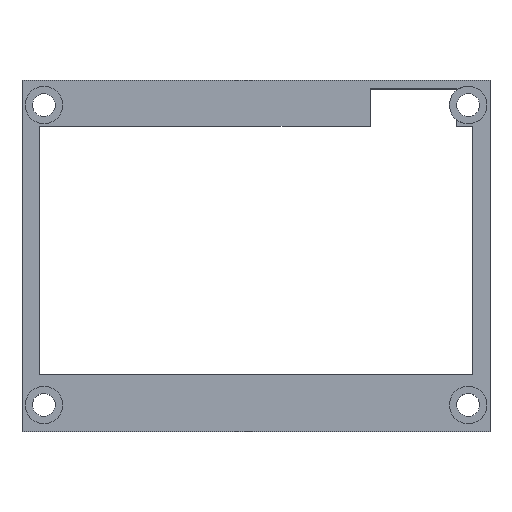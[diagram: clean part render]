
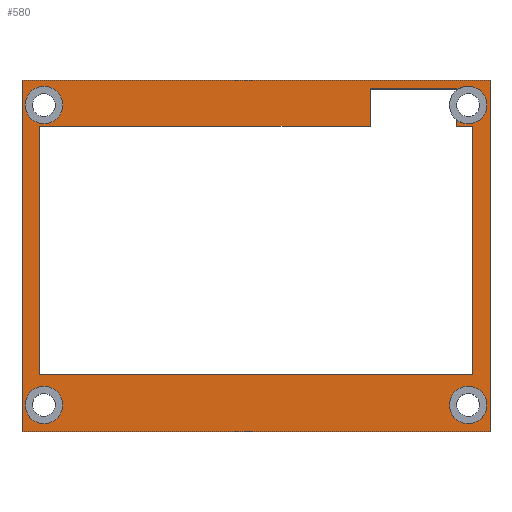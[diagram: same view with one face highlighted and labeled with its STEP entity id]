
A CAD part, top view. The second image highlights one B-rep face of the part: STEP entity #580.
In plain terms, the highlighted planar face has unit normal (0, 0, 1).
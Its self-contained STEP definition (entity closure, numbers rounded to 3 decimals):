
#30=FACE_BOUND('',#102,.T.);
#31=FACE_BOUND('',#103,.T.);
#32=FACE_BOUND('',#104,.T.);
#33=FACE_BOUND('',#105,.T.);
#63=FACE_OUTER_BOUND('',#101,.T.);
#101=EDGE_LOOP('',(#506,#507,#508,#509));
#102=EDGE_LOOP('',(#510,#511,#512,#513,#514,#515,#516,#517,#518,#519,#520));
#103=EDGE_LOOP('',(#521));
#104=EDGE_LOOP('',(#522));
#105=EDGE_LOOP('',(#523));
#110=LINE('',#805,#170);
#113=LINE('',#811,#173);
#119=LINE('',#821,#179);
#120=LINE('',#824,#180);
#125=LINE('',#833,#185);
#134=LINE('',#855,#194);
#136=LINE('',#859,#196);
#141=LINE('',#868,#201);
#142=LINE('',#870,#202);
#149=LINE('',#884,#209);
#151=LINE('',#888,#211);
#165=LINE('',#948,#225);
#166=LINE('',#950,#226);
#170=VECTOR('',#644,10.);
#173=VECTOR('',#649,10.);
#179=VECTOR('',#657,10.);
#180=VECTOR('',#660,10.);
#185=VECTOR('',#667,10.);
#194=VECTOR('',#684,10.);
#196=VECTOR('',#688,10.);
#201=VECTOR('',#695,10.);
#202=VECTOR('',#698,10.);
#209=VECTOR('',#711,10.);
#211=VECTOR('',#715,10.);
#225=VECTOR('',#787,10.);
#226=VECTOR('',#790,10.);
#231=CIRCLE('',#604,3.25);
#234=CIRCLE('',#609,3.25);
#237=CIRCLE('',#614,3.25);
#240=CIRCLE('',#619,3.25);
#241=CIRCLE('',#620,3.25);
#245=VERTEX_POINT('',#795);
#246=VERTEX_POINT('',#796);
#249=VERTEX_POINT('',#804);
#251=VERTEX_POINT('',#810);
#254=VERTEX_POINT('',#819);
#255=VERTEX_POINT('',#823);
#258=VERTEX_POINT('',#831);
#267=VERTEX_POINT('',#854);
#268=VERTEX_POINT('',#858);
#271=VERTEX_POINT('',#866);
#274=VERTEX_POINT('',#881);
#275=VERTEX_POINT('',#883);
#276=VERTEX_POINT('',#887);
#279=VERTEX_POINT('',#895);
#282=VERTEX_POINT('',#904);
#285=VERTEX_POINT('',#913);
#288=VERTEX_POINT('',#922);
#293=VERTEX_POINT('',#946);
#298=EDGE_CURVE('',#249,#246,#110,.T.);
#301=EDGE_CURVE('',#251,#249,#113,.T.);
#307=EDGE_CURVE('',#245,#254,#119,.T.);
#308=EDGE_CURVE('',#255,#251,#120,.T.);
#313=EDGE_CURVE('',#254,#258,#125,.T.);
#324=EDGE_CURVE('',#267,#255,#134,.T.);
#326=EDGE_CURVE('',#258,#268,#136,.T.);
#331=EDGE_CURVE('',#268,#271,#141,.T.);
#332=EDGE_CURVE('',#271,#267,#142,.T.);
#339=EDGE_CURVE('',#274,#275,#149,.T.);
#341=EDGE_CURVE('',#275,#276,#151,.T.);
#346=EDGE_CURVE('',#279,#279,#231,.T.);
#350=EDGE_CURVE('',#282,#282,#234,.T.);
#354=EDGE_CURVE('',#285,#285,#237,.T.);
#358=EDGE_CURVE('',#246,#288,#240,.T.);
#359=EDGE_CURVE('',#288,#245,#241,.T.);
#370=EDGE_CURVE('',#274,#293,#165,.T.);
#371=EDGE_CURVE('',#276,#293,#166,.T.);
#506=ORIENTED_EDGE('',*,*,#339,.F.);
#507=ORIENTED_EDGE('',*,*,#370,.T.);
#508=ORIENTED_EDGE('',*,*,#371,.F.);
#509=ORIENTED_EDGE('',*,*,#341,.F.);
#510=ORIENTED_EDGE('',*,*,#298,.T.);
#511=ORIENTED_EDGE('',*,*,#358,.T.);
#512=ORIENTED_EDGE('',*,*,#359,.T.);
#513=ORIENTED_EDGE('',*,*,#307,.T.);
#514=ORIENTED_EDGE('',*,*,#313,.T.);
#515=ORIENTED_EDGE('',*,*,#326,.T.);
#516=ORIENTED_EDGE('',*,*,#331,.T.);
#517=ORIENTED_EDGE('',*,*,#332,.T.);
#518=ORIENTED_EDGE('',*,*,#324,.T.);
#519=ORIENTED_EDGE('',*,*,#308,.T.);
#520=ORIENTED_EDGE('',*,*,#301,.T.);
#521=ORIENTED_EDGE('',*,*,#346,.T.);
#522=ORIENTED_EDGE('',*,*,#350,.T.);
#523=ORIENTED_EDGE('',*,*,#354,.T.);
#549=PLANE('',#631);
#580=ADVANCED_FACE('',(#63,#30,#31,#32,#33),#549,.T.);
#604=AXIS2_PLACEMENT_3D('',#897,#723,#724);
#609=AXIS2_PLACEMENT_3D('',#906,#734,#735);
#614=AXIS2_PLACEMENT_3D('',#915,#745,#746);
#619=AXIS2_PLACEMENT_3D('',#924,#756,#757);
#620=AXIS2_PLACEMENT_3D('',#925,#758,#759);
#631=AXIS2_PLACEMENT_3D('',#949,#788,#789);
#644=DIRECTION('',(0.,-1.,0.));
#649=DIRECTION('',(1.,0.,0.));
#657=DIRECTION('',(0.,-1.,0.));
#660=DIRECTION('',(0.,1.,0.));
#667=DIRECTION('',(1.,0.,0.));
#684=DIRECTION('',(1.,0.,0.));
#688=DIRECTION('',(0.,-1.,0.));
#695=DIRECTION('',(-1.,0.,0.));
#698=DIRECTION('',(0.,1.,0.));
#711=DIRECTION('',(1.,0.,0.));
#715=DIRECTION('',(0.,-1.,0.));
#723=DIRECTION('center_axis',(0.,0.,-1.));
#724=DIRECTION('ref_axis',(-1.,0.,0.));
#734=DIRECTION('center_axis',(0.,0.,-1.));
#735=DIRECTION('ref_axis',(-1.,0.,0.));
#745=DIRECTION('center_axis',(0.,0.,-1.));
#746=DIRECTION('ref_axis',(-1.,0.,0.));
#756=DIRECTION('center_axis',(0.,0.,-1.));
#757=DIRECTION('ref_axis',(-1.,0.,0.));
#758=DIRECTION('center_axis',(0.,0.,-1.));
#759=DIRECTION('ref_axis',(-1.,0.,0.));
#787=DIRECTION('',(0.,-1.,0.));
#788=DIRECTION('center_axis',(0.,0.,1.));
#789=DIRECTION('ref_axis',(-1.,0.,0.));
#790=DIRECTION('',(-1.,0.,0.));
#795=CARTESIAN_POINT('',(34.84,449.334,7.));
#796=CARTESIAN_POINT('',(34.84,454.458,7.));
#804=CARTESIAN_POINT('',(34.84,454.696,7.));
#805=CARTESIAN_POINT('',(34.84,452.196,7.));
#810=CARTESIAN_POINT('',(19.84,454.696,7.));
#811=CARTESIAN_POINT('',(37.735,454.696,7.));
#819=CARTESIAN_POINT('',(34.84,448.196,7.));
#821=CARTESIAN_POINT('',(34.84,452.196,7.));
#823=CARTESIAN_POINT('',(19.84,448.196,7.));
#824=CARTESIAN_POINT('',(19.84,455.446,7.));
#831=CARTESIAN_POINT('',(37.63,448.196,7.));
#833=CARTESIAN_POINT('',(39.13,448.196,7.));
#854=CARTESIAN_POINT('',(-37.63,448.196,7.));
#855=CARTESIAN_POINT('',(39.13,448.196,7.));
#858=CARTESIAN_POINT('',(37.63,405.196,7.));
#859=CARTESIAN_POINT('',(37.63,430.696,7.));
#866=CARTESIAN_POINT('',(-37.63,405.196,7.));
#868=CARTESIAN_POINT('',(1.5,405.196,7.));
#870=CARTESIAN_POINT('',(-37.63,452.196,7.));
#881=CARTESIAN_POINT('',(-40.63,456.196,7.));
#883=CARTESIAN_POINT('',(40.63,456.196,7.));
#884=CARTESIAN_POINT('',(0.,456.196,7.));
#887=CARTESIAN_POINT('',(40.63,395.196,7.));
#888=CARTESIAN_POINT('',(40.63,456.196,7.));
#895=CARTESIAN_POINT('',(40.09,399.826,7.));
#897=CARTESIAN_POINT('Origin',(36.84,399.826,7.));
#904=CARTESIAN_POINT('',(-33.57,451.896,7.));
#906=CARTESIAN_POINT('Origin',(-36.82,451.896,7.));
#913=CARTESIAN_POINT('',(-33.57,399.826,7.));
#915=CARTESIAN_POINT('Origin',(-36.82,399.826,7.));
#922=CARTESIAN_POINT('',(40.09,451.896,7.));
#924=CARTESIAN_POINT('Origin',(36.84,451.896,7.));
#925=CARTESIAN_POINT('Origin',(36.84,451.896,7.));
#946=CARTESIAN_POINT('',(-40.63,395.196,7.));
#948=CARTESIAN_POINT('',(-40.63,456.196,7.));
#949=CARTESIAN_POINT('Origin',(40.63,456.196,7.));
#950=CARTESIAN_POINT('',(40.63,395.196,7.));
